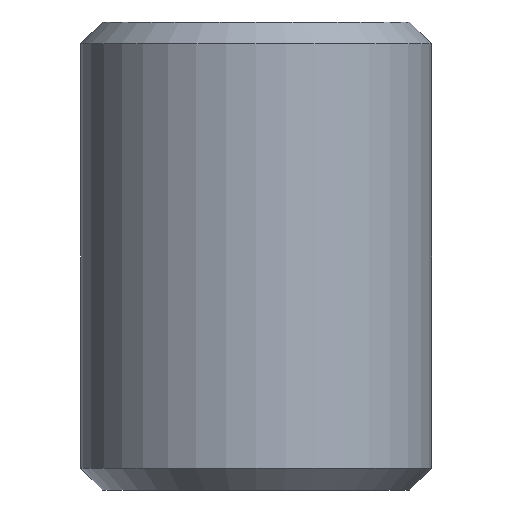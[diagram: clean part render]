
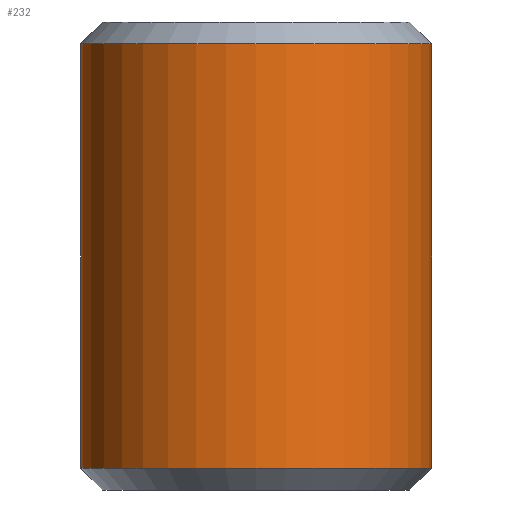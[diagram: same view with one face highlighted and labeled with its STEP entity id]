
A CAD part, front view. The second image highlights one B-rep face of the part: STEP entity #232.
In plain terms, the highlighted cylindrical face has radius 4.763 mm (diameter 9.525 mm), a partial arc.
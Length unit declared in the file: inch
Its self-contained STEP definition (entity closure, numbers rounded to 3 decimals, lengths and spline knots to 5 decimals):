
#3 = CARTESIAN_POINT ( 'NONE',  ( 0.1875, 0., 0.22656 ) ) ;
#8 = CARTESIAN_POINT ( 'NONE',  ( 0., 0., -0.22656 ) ) ;
#24 = VERTEX_POINT ( 'NONE', #288 ) ;
#27 = DIRECTION ( 'NONE',  ( -1., 0., 0. ) ) ;
#33 = VECTOR ( 'NONE', #331, 39.37008 ) ;
#34 = EDGE_CURVE ( 'NONE', #270, #105, #277, .T. ) ;
#54 = AXIS2_PLACEMENT_3D ( 'NONE', #126, #158, #271 ) ;
#59 = CARTESIAN_POINT ( 'NONE',  ( -0.1875, 0., 0.25 ) ) ;
#74 = CARTESIAN_POINT ( 'NONE',  ( 0.1875, 0., -0.22656 ) ) ;
#80 = ORIENTED_EDGE ( 'NONE', *, *, #216, .T. ) ;
#85 = ORIENTED_EDGE ( 'NONE', *, *, #34, .T. ) ;
#99 = ORIENTED_EDGE ( 'NONE', *, *, #324, .T. ) ;
#100 = CARTESIAN_POINT ( 'NONE',  ( -0.1875, 0., 0.22656 ) ) ;
#105 = VERTEX_POINT ( 'NONE', #100 ) ;
#115 = DIRECTION ( 'NONE',  ( 0., 0., 1. ) ) ;
#117 = CIRCLE ( 'NONE', #178, 0.1875 ) ;
#126 = CARTESIAN_POINT ( 'NONE',  ( 0., 0., 0.25 ) ) ;
#131 = CYLINDRICAL_SURFACE ( 'NONE', #54, 0.1875 ) ;
#158 = DIRECTION ( 'NONE',  ( 0., 0., 1. ) ) ;
#161 = DIRECTION ( 'NONE',  ( 0., 0., -1. ) ) ;
#169 = DIRECTION ( 'NONE',  ( 1., 0., 0. ) ) ;
#178 = AXIS2_PLACEMENT_3D ( 'NONE', #8, #115, #169 ) ;
#189 = LINE ( 'NONE', #59, #33 ) ;
#203 = EDGE_LOOP ( 'NONE', ( #229, #99, #80, #85 ) ) ;
#207 = CARTESIAN_POINT ( 'NONE',  ( 0.1875, 0., 0.25 ) ) ;
#209 = AXIS2_PLACEMENT_3D ( 'NONE', #327, #161, #27 ) ;
#216 = EDGE_CURVE ( 'NONE', #230, #270, #279, .T. ) ;
#229 = ORIENTED_EDGE ( 'NONE', *, *, #283, .F. ) ;
#230 = VERTEX_POINT ( 'NONE', #74 ) ;
#232 = ADVANCED_FACE ( 'NONE', ( #337 ), #131, .T. ) ;
#233 = VECTOR ( 'NONE', #235, 39.37008 ) ;
#235 = DIRECTION ( 'NONE',  ( 0., 0., 1. ) ) ;
#270 = VERTEX_POINT ( 'NONE', #3 ) ;
#271 = DIRECTION ( 'NONE',  ( 1., 0., 0. ) ) ;
#277 = CIRCLE ( 'NONE', #209, 0.1875 ) ;
#279 = LINE ( 'NONE', #207, #233 ) ;
#283 = EDGE_CURVE ( 'NONE', #24, #105, #189, .T. ) ;
#288 = CARTESIAN_POINT ( 'NONE',  ( -0.1875, 0., -0.22656 ) ) ;
#324 = EDGE_CURVE ( 'NONE', #24, #230, #117, .T. ) ;
#327 = CARTESIAN_POINT ( 'NONE',  ( 0., 0., 0.22656 ) ) ;
#331 = DIRECTION ( 'NONE',  ( 0., 0., 1. ) ) ;
#337 = FACE_OUTER_BOUND ( 'NONE', #203, .T. ) ;
